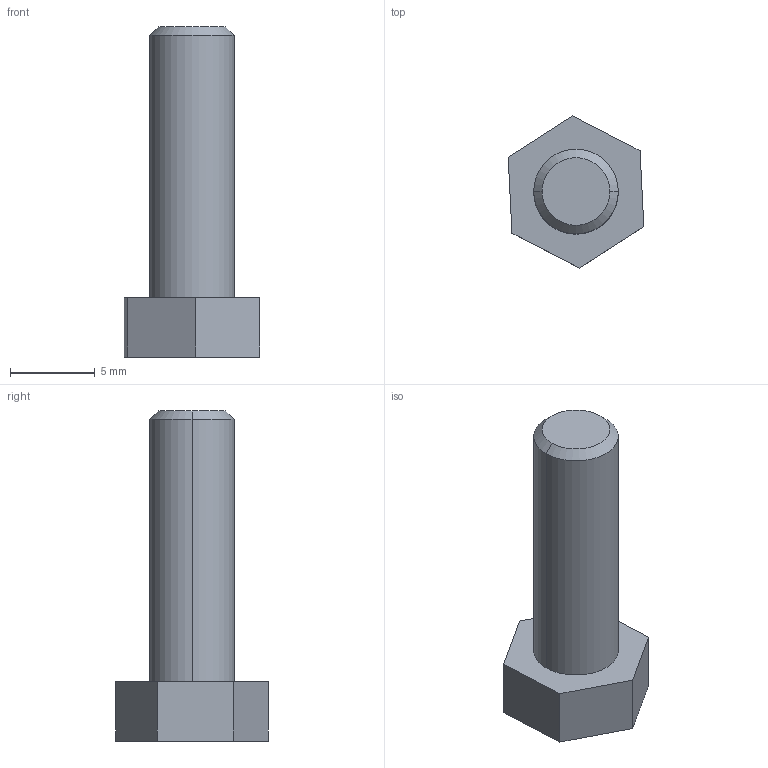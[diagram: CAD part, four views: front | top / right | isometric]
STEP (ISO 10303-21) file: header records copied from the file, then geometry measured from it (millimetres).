
FILE_DESCRIPTION((''),'2;1');
FILE_NAME('SCREW_M5_16_HEXAGON_HEAD','2025-04-16T12:24:04',('Constantin Schempp'),(''),'CREO PARAMETRIC BY PTC INC, 2024063','CREO PARAMETRIC BY PTC INC, 2024063','');
FILE_SCHEMA(('CONFIG_CONTROL_DESIGN'));
Length unit declared in the file: millimetre
Products named in the file (1): SCREW_M5_16_HEXAGON_HEAD
Bounding box: 8.01 x 9 x 19.5 mm (x, y, z)
Volume: 496.7 mm3; surface area: 446.3 mm2
Topology: 1 solids, 1 shells, 13 faces, 39 edges, 32 vertices
Faces by surface type: plane 9, cone 2, cylinder 2
Entity records: 466 total; most frequent: DIRECTION 75, CARTESIAN_POINT 71, ORIENTED_EDGE 56, VECTOR 31, LINE 31, EDGE_CURVE 28, AXIS2_PLACEMENT_3D 22, VERTEX_POINT 18
